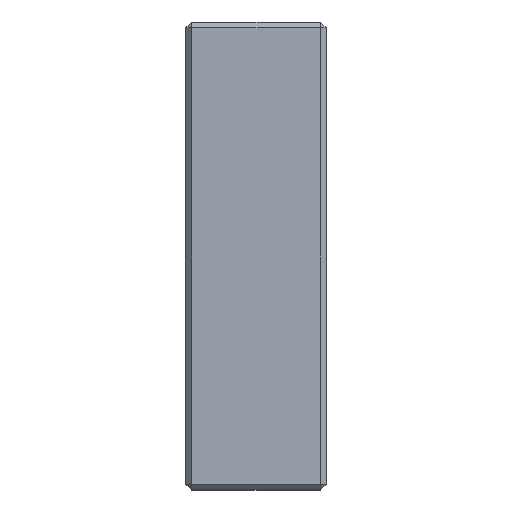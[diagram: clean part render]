
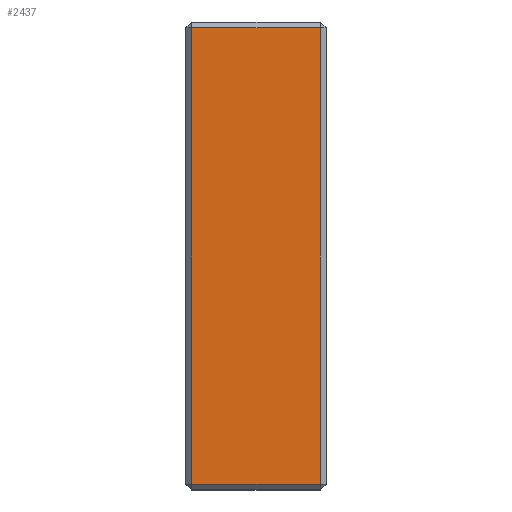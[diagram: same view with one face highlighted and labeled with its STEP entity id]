
A CAD part, left-side view. The second image highlights one B-rep face of the part: STEP entity #2437.
In plain terms, the highlighted planar face has unit normal (-1, 0, 0).
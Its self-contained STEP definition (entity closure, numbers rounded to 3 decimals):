
#42 = CARTESIAN_POINT ( 'NONE',  ( -390., 22., 78. ) ) ;
#53 = VECTOR ( 'NONE', #352, 1000. ) ;
#113 = EDGE_CURVE ( 'NONE', #1964, #1992, #783, .T. ) ;
#228 = CARTESIAN_POINT ( 'NONE',  ( -390., 22., -78. ) ) ;
#352 = DIRECTION ( 'NONE',  ( 0., 0., -1. ) ) ;
#388 = VECTOR ( 'NONE', #2380, 1000. ) ;
#554 = EDGE_CURVE ( 'NONE', #843, #1318, #2521, .T. ) ;
#558 = CARTESIAN_POINT ( 'NONE',  ( -390., 24., 78. ) ) ;
#604 = EDGE_CURVE ( 'NONE', #1992, #843, #1249, .T. ) ;
#656 = CARTESIAN_POINT ( 'NONE',  ( -390., -22., -78. ) ) ;
#670 = DIRECTION ( 'NONE',  ( 0., 0., -1. ) ) ;
#783 = LINE ( 'NONE', #1788, #388 ) ;
#843 = VERTEX_POINT ( 'NONE', #1292 ) ;
#883 = DIRECTION ( 'NONE',  ( 0., 0., 1. ) ) ;
#939 = AXIS2_PLACEMENT_3D ( 'NONE', #1863, #2448, #670 ) ;
#958 = EDGE_LOOP ( 'NONE', ( #2413, #1439, #2216, #2492 ) ) ;
#1078 = CARTESIAN_POINT ( 'NONE',  ( -390., -22., 80. ) ) ;
#1079 = CARTESIAN_POINT ( 'NONE',  ( -390., 22., -80. ) ) ;
#1184 = FACE_OUTER_BOUND ( 'NONE', #958, .T. ) ;
#1249 = LINE ( 'NONE', #1078, #2704 ) ;
#1292 = CARTESIAN_POINT ( 'NONE',  ( -390., -22., 78. ) ) ;
#1318 = VERTEX_POINT ( 'NONE', #42 ) ;
#1439 = ORIENTED_EDGE ( 'NONE', *, *, #113, .T. ) ;
#1686 = PLANE ( 'NONE',  #939 ) ;
#1788 = CARTESIAN_POINT ( 'NONE',  ( -390., 24., -78. ) ) ;
#1863 = CARTESIAN_POINT ( 'NONE',  ( -390., 24., 80. ) ) ;
#1885 = EDGE_CURVE ( 'NONE', #1318, #1964, #2114, .T. ) ;
#1964 = VERTEX_POINT ( 'NONE', #228 ) ;
#1979 = DIRECTION ( 'NONE',  ( 0., 1., 0. ) ) ;
#1992 = VERTEX_POINT ( 'NONE', #656 ) ;
#2114 = LINE ( 'NONE', #1079, #53 ) ;
#2154 = VECTOR ( 'NONE', #1979, 1000. ) ;
#2216 = ORIENTED_EDGE ( 'NONE', *, *, #604, .T. ) ;
#2380 = DIRECTION ( 'NONE',  ( 0., -1., 0. ) ) ;
#2413 = ORIENTED_EDGE ( 'NONE', *, *, #1885, .T. ) ;
#2437 = ADVANCED_FACE ( 'NONE', ( #1184 ), #1686, .F. ) ;
#2448 = DIRECTION ( 'NONE',  ( 1., 0., 0. ) ) ;
#2492 = ORIENTED_EDGE ( 'NONE', *, *, #554, .T. ) ;
#2521 = LINE ( 'NONE', #558, #2154 ) ;
#2704 = VECTOR ( 'NONE', #883, 1000. ) ;
